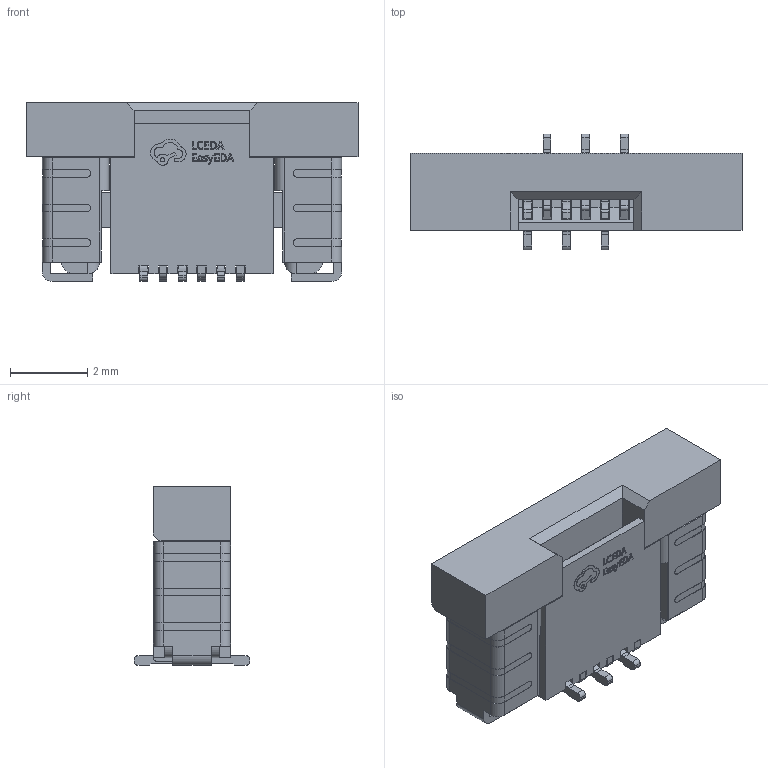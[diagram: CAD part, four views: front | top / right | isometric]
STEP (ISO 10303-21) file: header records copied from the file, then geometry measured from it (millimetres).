
FILE_DESCRIPTION (( 'STEP AP214' ), '1' );
FILE_NAME ('FPC-SMD_6P-P0.50_HC-FPC-05-LT-6RLTAG.STEP', '2024-07-24T00:33:30', ( 'PC' ), ( 'Microsoft' ), 'SwSTEP 2.0', 'SolidWorks 2020', '' );
FILE_SCHEMA (( 'AUTOMOTIVE_DESIGN' ));
Length unit declared in the file: millimetre
Products named in the file (1): FPC-SMD_6P-P0.50_HC-FPC-05-LT-6RLTAG
Bounding box: 8.6 x 3 x 4.63 mm (x, y, z)
Volume: 53.3 mm3; surface area: 340.1 mm2
Topology: 10 solids, 10 shells, 764 faces, 2142 edges, 1410 vertices
Faces by surface type: plane 520, cylinder 146, bspline 98
Entity records: 33419 total; most frequent: CARTESIAN_POINT 5635, ORIENTED_EDGE 4284, DIRECTION 3564, EDGE_CURVE 2142, VECTOR 1646, LINE 1646, VERTEX_POINT 1410, AXIS2_PLACEMENT_3D 959
